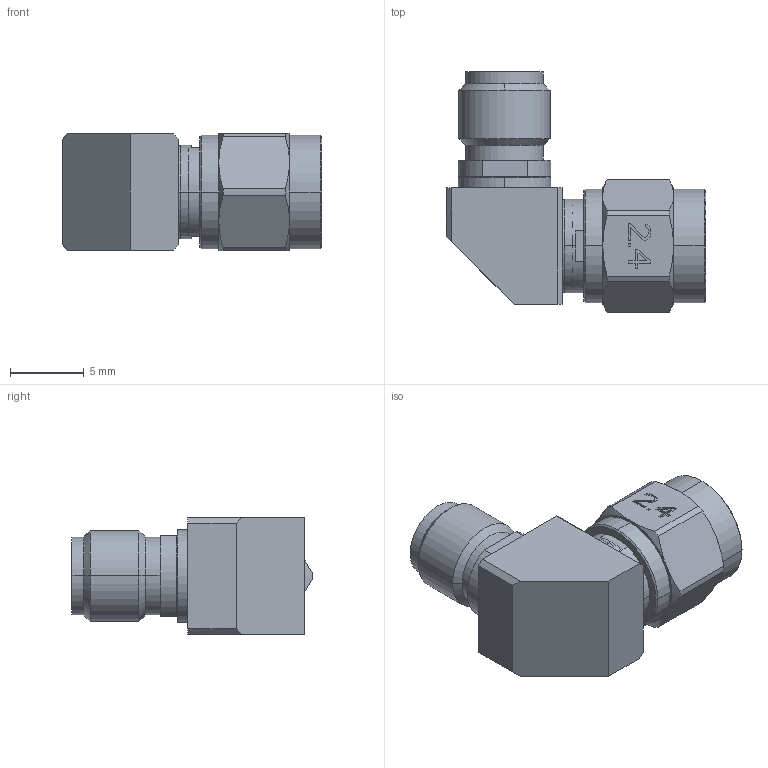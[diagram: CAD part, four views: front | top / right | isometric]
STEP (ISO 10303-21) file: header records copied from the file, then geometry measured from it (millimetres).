
FILE_DESCRIPTION (( 'STEP AP214' ), '1' );
FILE_NAME ('FMAD1560_3D.STEP', '2022-08-03T17:50:16', ( '' ), ( '' ), 'SwSTEP 2.0', 'SolidWorks 2021', '' );
FILE_SCHEMA (( 'AUTOMOTIVE_DESIGN' ));
Length unit declared in the file: millimetre
Products named in the file (4): Copy of ALS-K3K8-3-TOP_2^FMAD1560; Copy of ALS-K8-243-2--243^FMAD1560; FMAD1560_3D; Copy of ALS-A8K3-18-4^FMAD1560
Assembly tree (3 placements, depth 2):
  FMAD1560_3D
    Copy of ALS-K3K8-3-TOP_2^FMAD1560
    Copy of ALS-A8K3-18-4^FMAD1560
    Copy of ALS-K8-243-2--243^FMAD1560
Bounding box: 17.65 x 16.34 x 8 mm (x, y, z)
Volume: 1006.3 mm3; surface area: 1192.1 mm2
Topology: 3 solids, 3 shells, 209 faces, 494 edges, 308 vertices
Faces by surface type: plane 88, cylinder 73, cone 48
Entity records: 6158 total; most frequent: CARTESIAN_POINT 1095, DIRECTION 1082, ORIENTED_EDGE 988, EDGE_CURVE 494, AXIS2_PLACEMENT_3D 399, VERTEX_POINT 308, LINE 284, VECTOR 284
